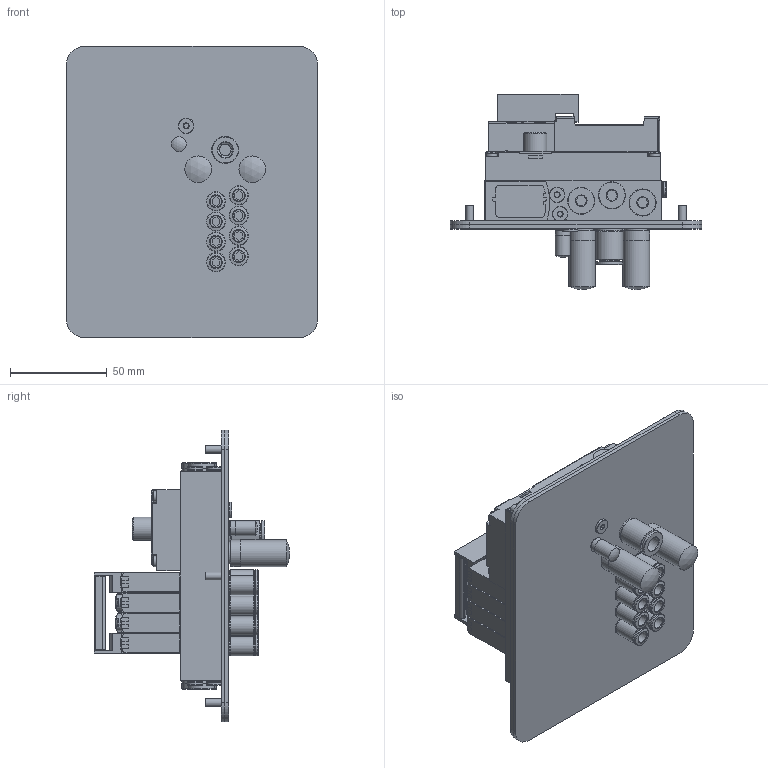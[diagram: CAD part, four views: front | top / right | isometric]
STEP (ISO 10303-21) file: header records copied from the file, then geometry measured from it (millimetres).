
FILE_DESCRIPTION(/* description */ ('VTUG-MP-Ventilinsel'),/* implementation_level */ '2;1');
FILE_NAME(/* name */ 'VTUG 10, 4 op met doorvoerplaat en IO-link.stp',/* time_stamp */ '2018-07-18T11:56:33+02:00',/* author */ ('user'),/* organization */ ('FESTO'),/* preprocessor_version */ 'ST-DEVELOPER v16.5',/* originating_system */ 'Autodesk Inventor 2017',/* authorisation */ '');
FILE_SCHEMA (('AUTOMOTIVE_DESIGN { 1 0 10303 214 3 1 1 }'));
Length unit declared in the file: millimetre
Products named in the file (19): 573606 VTUG-10-VRLK-B1T-G18B-DTB-M7SU-4VK+TTSC; 573605 VABM-L1-10-HWB-G18-4-GR-- ---(MF); 573413 VUVG-B10-T32C-MZT-F-1T1L---(V_M7); 730988 F-M2x34-10.9; 3568 B-1/8---(VTUG); 174308 B-M5-B---(VTUG); 573384 VAEM-L1-S-8-PT---(0)_p; 1426888 F-M3x17-10.9; 174308 B-M5-B; 573453 ASCF-H-L1-10-4V---(T); 1478897 ASCF-H-L1-L---(S); 1491427 ASCF-H-L1-R---(S); dichting maat 10, 4; doorvoerplaat maat 10, 4; 578404 NPQH-BK-M5-P10; 165003 UC-M5; 578376 NPQH-DK-G18-Q8-P10; 161419 UC-1/8; 133007 QSM-M7-6-I-R
Assembly tree (47 placements, depth 2):
  573606 VTUG-10-VRLK-B1T-G18B-DTB-M7SU-4VK+TTSC
    573605 VABM-L1-10-HWB-G18-4-GR-- ---(MF)
    573413 VUVG-B10-T32C-MZT-F-1T1L---(V_M7)  x4
    730988 F-M2x34-10.9  x8
    3568 B-1/8---(VTUG)  x6
    174308 B-M5-B---(VTUG)  x4
    573384 VAEM-L1-S-8-PT---(0)_p
    1426888 F-M3x17-10.9  x4
    174308 B-M5-B
    573453 ASCF-H-L1-10-4V---(T)
    1478897 ASCF-H-L1-L---(S)
    1491427 ASCF-H-L1-R---(S)
    dichting maat 10, 4
    doorvoerplaat maat 10, 4
    578404 NPQH-BK-M5-P10
    165003 UC-M5
    578376 NPQH-DK-G18-Q8-P10
    161419 UC-1/8  x2
    133007 QSM-M7-6-I-R  x8
Bounding box: 130 x 101.05 x 151 mm (x, y, z)
Volume: 415139.8 mm3; surface area: 192116.6 mm2
Topology: 47 solids, 47 shells, 2912 faces, 7004 edges, 4550 vertices
Faces by surface type: plane 1800, cylinder 733, cone 261, torus 78, sphere 36, bspline 4
Full cylindrical faces by diameter (mm): 0.7 x3, 0.9 x3, 1 x5, 1.567 x8, 1.69 x8, 2 x8, 2.459 x4, 2.5 x4, 2.6 x7, 2.65 x8, 2.7 x16, 2.8 x4, 3 x4, 3.2 x3, 3.242 x4, 3.3 x1, 3.6 x1, 3.9 x8, 4 x14, 4.134 x8, 4.2 x20, 4.5 x12, 4.6 x2, 4.864 x2, 5 x13, 5.3 x8, 5.5 x6, 5.6 x24, 5.917 x8, 6 x9
Entity records: 43125 total; most frequent: CARTESIAN_POINT 8104, DIRECTION 7228, ORIENTED_EDGE 6492, EDGE_CURVE 3246, AXIS2_PLACEMENT_3D 2571, VERTEX_POINT 2329, EDGE_LOOP 2095, LINE 2086
